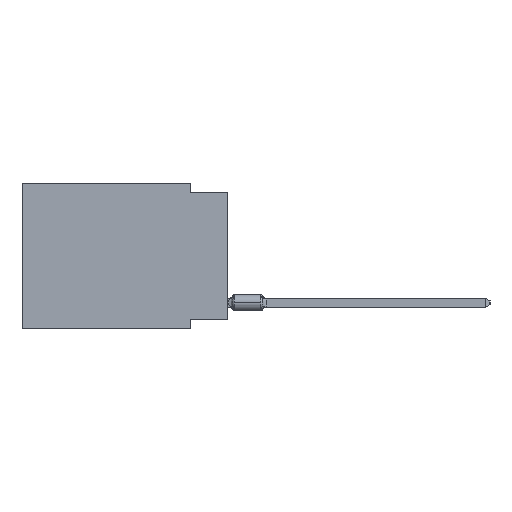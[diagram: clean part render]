
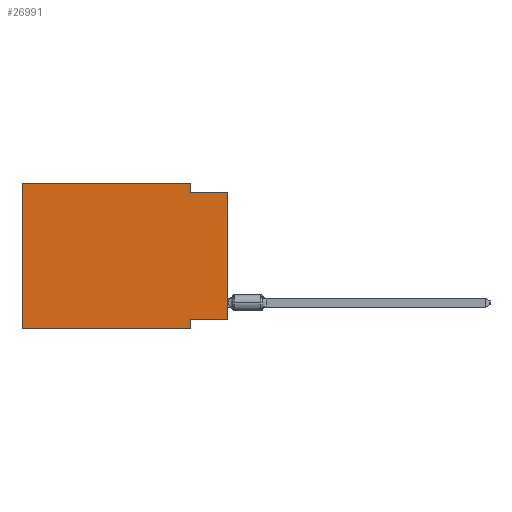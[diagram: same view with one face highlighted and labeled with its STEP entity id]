
A CAD part, left-side view. The second image highlights one B-rep face of the part: STEP entity #26991.
In plain terms, the highlighted planar face has unit normal (-1, 0, 0).
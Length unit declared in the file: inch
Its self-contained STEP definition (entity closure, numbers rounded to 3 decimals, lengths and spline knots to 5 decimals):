
#855 = EDGE_CURVE ( 'NONE', #18647, #9027, #16331, .T. ) ;
#2940 = VECTOR ( 'NONE', #39566, 39.37008 ) ;
#3212 = LINE ( 'NONE', #6314, #27284 ) ;
#4150 = LINE ( 'NONE', #15338, #41498 ) ;
#4599 = CARTESIAN_POINT ( 'NONE',  ( 0., 0., -0.365 ) ) ;
#5240 = DIRECTION ( 'NONE',  ( 0., 0., 1. ) ) ;
#5717 = DIRECTION ( 'NONE',  ( 1., 0., 0. ) ) ;
#6314 = CARTESIAN_POINT ( 'NONE',  ( 0., 0.1, 0. ) ) ;
#8257 = CARTESIAN_POINT ( 'NONE',  ( 0., 0.1, -0.39 ) ) ;
#9027 = VERTEX_POINT ( 'NONE', #44741 ) ;
#10255 = CARTESIAN_POINT ( 'NONE',  ( 0., 0.1, 0. ) ) ;
#10736 = ORIENTED_EDGE ( 'NONE', *, *, #24213, .F. ) ;
#12286 = CARTESIAN_POINT ( 'NONE',  ( 0., 0.55, 0. ) ) ;
#12479 = ORIENTED_EDGE ( 'NONE', *, *, #855, .F. ) ;
#14446 = CARTESIAN_POINT ( 'NONE',  ( 0., 0., -0.025 ) ) ;
#14510 = CARTESIAN_POINT ( 'NONE',  ( 0., 0., -0.365 ) ) ;
#14797 = ORIENTED_EDGE ( 'NONE', *, *, #35131, .F. ) ;
#15051 = CARTESIAN_POINT ( 'NONE',  ( 0., 0.1, -0.025 ) ) ;
#15338 = CARTESIAN_POINT ( 'NONE',  ( 0., 0., -0.025 ) ) ;
#15503 = LINE ( 'NONE', #22856, #37714 ) ;
#16331 = LINE ( 'NONE', #12286, #25022 ) ;
#16680 = DIRECTION ( 'NONE',  ( 0., 0., -1. ) ) ;
#17036 = ORIENTED_EDGE ( 'NONE', *, *, #27876, .T. ) ;
#17456 = CARTESIAN_POINT ( 'NONE',  ( 0., 0.55, -0.39 ) ) ;
#18514 = LINE ( 'NONE', #8257, #38710 ) ;
#18647 = VERTEX_POINT ( 'NONE', #31630 ) ;
#18650 = VECTOR ( 'NONE', #43142, 39.37008 ) ;
#19496 = CARTESIAN_POINT ( 'NONE',  ( 0., 0.1, -0.365 ) ) ;
#19581 = LINE ( 'NONE', #4599, #29753 ) ;
#20238 = CARTESIAN_POINT ( 'NONE',  ( 0., 0.55, 0. ) ) ;
#21738 = ORIENTED_EDGE ( 'NONE', *, *, #28747, .F. ) ;
#21830 = DIRECTION ( 'NONE',  ( 0., 0., -1. ) ) ;
#21952 = LINE ( 'NONE', #17456, #2940 ) ;
#22004 = DIRECTION ( 'NONE',  ( 0., -1., 0. ) ) ;
#22844 = EDGE_CURVE ( 'NONE', #39288, #34642, #4150, .T. ) ;
#22856 = CARTESIAN_POINT ( 'NONE',  ( 0., 0., 0. ) ) ;
#24213 = EDGE_CURVE ( 'NONE', #9027, #40763, #24339, .T. ) ;
#24339 = LINE ( 'NONE', #46711, #18650 ) ;
#25022 = VECTOR ( 'NONE', #26784, 39.37008 ) ;
#25633 = EDGE_CURVE ( 'NONE', #32560, #34642, #15503, .T. ) ;
#26784 = DIRECTION ( 'NONE',  ( 0., 0., 1. ) ) ;
#26991 = ADVANCED_FACE ( 'NONE', ( #41663 ), #27607, .F. ) ;
#27284 = VECTOR ( 'NONE', #35358, 39.37008 ) ;
#27607 = PLANE ( 'NONE',  #34763 ) ;
#27794 = EDGE_LOOP ( 'NONE', ( #45712, #28884, #38975, #10736, #12479, #17036, #21738, #14797 ) ) ;
#27876 = EDGE_CURVE ( 'NONE', #18647, #36889, #21952, .T. ) ;
#28747 = EDGE_CURVE ( 'NONE', #46678, #36889, #18514, .T. ) ;
#28884 = ORIENTED_EDGE ( 'NONE', *, *, #22844, .F. ) ;
#29125 = EDGE_CURVE ( 'NONE', #40763, #39288, #3212, .T. ) ;
#29753 = VECTOR ( 'NONE', #37417, 39.37008 ) ;
#30943 = CARTESIAN_POINT ( 'NONE',  ( 0., 0.1, -0.39 ) ) ;
#31630 = CARTESIAN_POINT ( 'NONE',  ( 0., 0.55, -0.39 ) ) ;
#32560 = VERTEX_POINT ( 'NONE', #14510 ) ;
#34642 = VERTEX_POINT ( 'NONE', #14446 ) ;
#34763 = AXIS2_PLACEMENT_3D ( 'NONE', #20238, #5717, #16680 ) ;
#35131 = EDGE_CURVE ( 'NONE', #32560, #46678, #19581, .T. ) ;
#35358 = DIRECTION ( 'NONE',  ( 0., 0., -1. ) ) ;
#36889 = VERTEX_POINT ( 'NONE', #30943 ) ;
#37417 = DIRECTION ( 'NONE',  ( 0., 1., 0. ) ) ;
#37714 = VECTOR ( 'NONE', #5240, 39.37008 ) ;
#38710 = VECTOR ( 'NONE', #21830, 39.37008 ) ;
#38975 = ORIENTED_EDGE ( 'NONE', *, *, #29125, .F. ) ;
#39288 = VERTEX_POINT ( 'NONE', #15051 ) ;
#39566 = DIRECTION ( 'NONE',  ( 0., -1., 0. ) ) ;
#40763 = VERTEX_POINT ( 'NONE', #10255 ) ;
#41498 = VECTOR ( 'NONE', #22004, 39.37008 ) ;
#41663 = FACE_OUTER_BOUND ( 'NONE', #27794, .T. ) ;
#43142 = DIRECTION ( 'NONE',  ( 0., -1., 0. ) ) ;
#44741 = CARTESIAN_POINT ( 'NONE',  ( 0., 0.55, 0. ) ) ;
#45712 = ORIENTED_EDGE ( 'NONE', *, *, #25633, .T. ) ;
#46678 = VERTEX_POINT ( 'NONE', #19496 ) ;
#46711 = CARTESIAN_POINT ( 'NONE',  ( 0., 0.55, 0. ) ) ;
